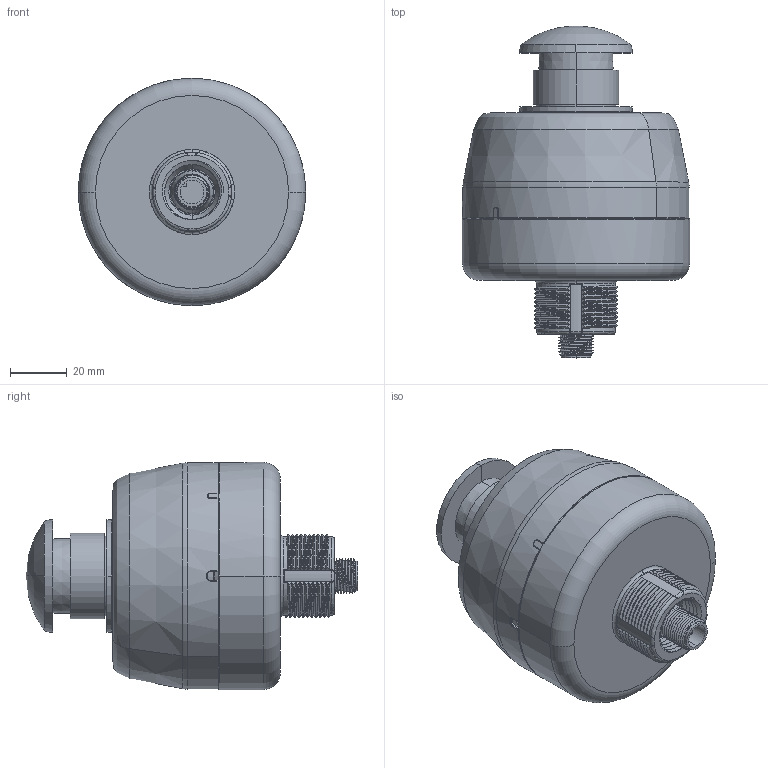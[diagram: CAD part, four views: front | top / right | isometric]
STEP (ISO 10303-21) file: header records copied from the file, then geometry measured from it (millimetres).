
FILE_DESCRIPTION((''),'2;1');
FILE_NAME('207333_ASM','2018-06-27T',('pdmadmin'),('BANNER ENGINEERING'),'CREO PARAMETRIC BY PTC INC, 2016260','CREO PARAMETRIC BY PTC INC, 2016260','');
FILE_SCHEMA(('CONFIG_CONTROL_DESIGN'));
Products named in the file (16): 159982_AF0; 141960_AF0; 41089_AF0; 129247_AF36; 129248_AF32; 129249_AF32; 129250_AF32; 129251_AF32; 133481_AF0_ASM; 162433_AF0_ASM; 160390; 159984; 197062_ASM; 197061_PART1; 204836; 207333_ASM
Assembly tree (15 placements, depth 4):
  207333_ASM
    162433_AF0_ASM
      159982_AF0
      141960_AF0
      133481_AF0_ASM
        41089_AF0
        129247_AF36
        129248_AF32
        129249_AF32
        129250_AF32
        129251_AF32
    160390
    197062_ASM
      159984
    197061_PART1
    204836
Bounding box: 80 x 116.85 x 80 mm (x, y, z)
Volume: 113166.1 mm3; surface area: 64092 mm2
Topology: 12 solids, 12 shells, 802 faces, 2004 edges, 1269 vertices
Faces by surface type: cylinder 294, bspline 215, plane 139, torus 92, cone 50, sphere 12
Entity records: 75890 total; most frequent: CARTESIAN_POINT 57863, ORIENTED_EDGE 4004, DIRECTION 3250, EDGE_CURVE 2002, AXIS2_PLACEMENT_3D 1309, VERTEX_POINT 1269, EDGE_LOOP 857, FACE_OUTER_BOUND 802
